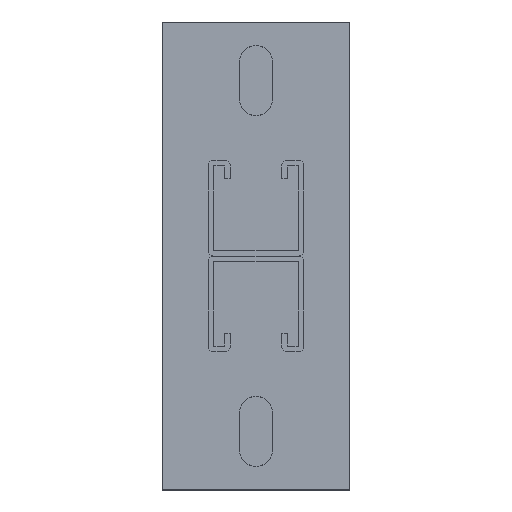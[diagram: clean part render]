
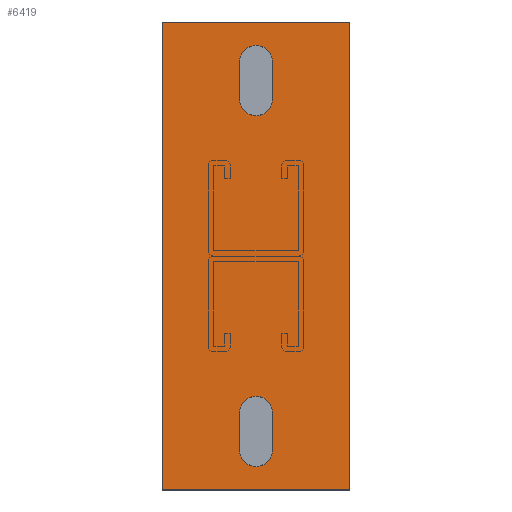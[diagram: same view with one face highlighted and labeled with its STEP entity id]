
A CAD part, top view. The second image highlights one B-rep face of the part: STEP entity #6419.
In plain terms, the highlighted planar face has unit normal (0, 0, 1).
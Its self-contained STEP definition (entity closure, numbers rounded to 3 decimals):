
#473=FACE_OUTER_BOUND('',#651,.T.);
#651=EDGE_LOOP('',(#5392,#5393,#5394,#5395));
#1326=LINE('',#9550,#2174);
#1332=LINE('',#9561,#2180);
#1334=LINE('',#9566,#2182);
#1337=LINE('',#9570,#2185);
#2174=VECTOR('',#7592,1.);
#2180=VECTOR('',#7600,1.);
#2182=VECTOR('',#7604,1.);
#2185=VECTOR('',#7609,1.);
#3092=VERTEX_POINT('',#9548);
#3093=VERTEX_POINT('',#9549);
#3097=VERTEX_POINT('',#9559);
#3099=VERTEX_POINT('',#9565);
#4186=EDGE_CURVE('',#3092,#3093,#1326,.T.);
#4192=EDGE_CURVE('',#3097,#3092,#1332,.T.);
#4194=EDGE_CURVE('',#3099,#3093,#1334,.T.);
#4197=EDGE_CURVE('',#3097,#3099,#1337,.T.);
#5392=ORIENTED_EDGE('',*,*,#4197,.T.);
#5393=ORIENTED_EDGE('',*,*,#4194,.T.);
#5394=ORIENTED_EDGE('',*,*,#4186,.F.);
#5395=ORIENTED_EDGE('',*,*,#4192,.F.);
#6247=PLANE('',#6693);
#6419=ADVANCED_FACE('',(#473),#6247,.T.);
#6693=AXIS2_PLACEMENT_3D('',#9572,#7612,#7613);
#7592=DIRECTION('',(-1.,0.,0.));
#7600=DIRECTION('',(0.,-1.,0.));
#7604=DIRECTION('',(0.,-1.,0.));
#7609=DIRECTION('',(-1.,0.,0.));
#7612=DIRECTION('center_axis',(0.,0.,1.));
#7613=DIRECTION('ref_axis',(1.,0.,0.));
#9548=CARTESIAN_POINT('',(72.072,-52.58,3008.));
#9549=CARTESIAN_POINT('',(-7.928,-52.58,3008.));
#9550=CARTESIAN_POINT('',(72.072,-52.58,3008.));
#9559=CARTESIAN_POINT('',(72.072,147.42,3008.));
#9561=CARTESIAN_POINT('',(72.072,-2.58,3008.));
#9565=CARTESIAN_POINT('',(-7.928,147.42,3008.));
#9566=CARTESIAN_POINT('',(-7.928,-2.58,3008.));
#9570=CARTESIAN_POINT('',(-7.928,147.42,3008.));
#9572=CARTESIAN_POINT('Origin',(32.072,72.42,3008.));
